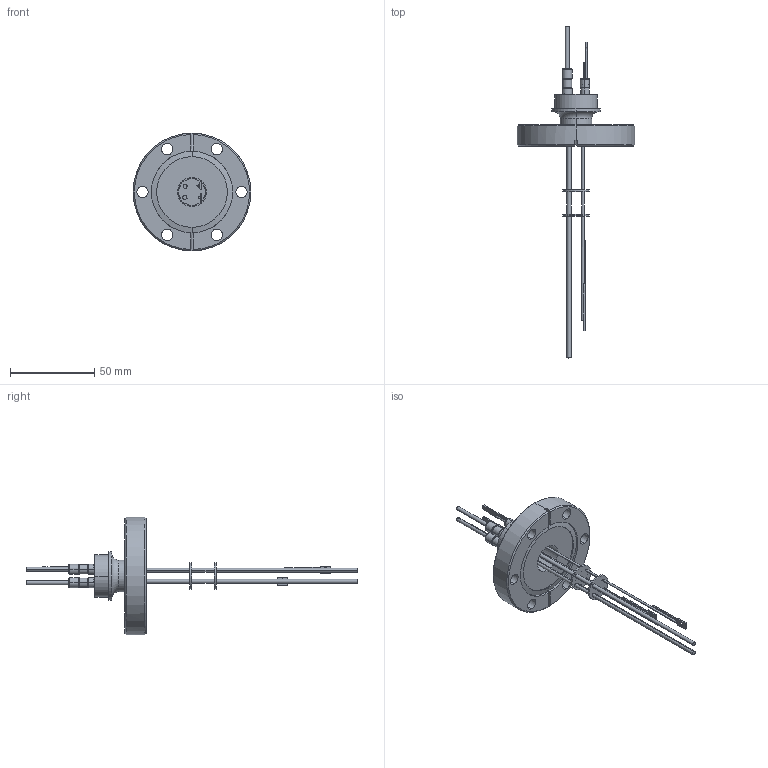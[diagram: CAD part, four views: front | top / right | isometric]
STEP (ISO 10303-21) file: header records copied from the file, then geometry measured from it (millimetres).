
FILE_DESCRIPTION (( 'STEP AP203' ), '1' );
FILE_NAME ('A2277-4-CF.STEP', '2013-04-09T16:51:56', ( '' ), ( '' ), 'SwSTEP 2.0', 'SolidWorks 2012', '' );
FILE_SCHEMA (( 'CONFIG_CONTROL_DESIGN' ));
Length unit declared in the file: inch
Products named in the file (1): A2277-4-CF
Bounding box: 69.85 x 196.97 x 69.85 mm (x, y, z)
Volume: 47074.8 mm3; surface area: 22445.3 mm2
Topology: 1 solids, 3 shells, 316 faces, 815 edges, 540 vertices
Faces by surface type: cylinder 168, plane 85, torus 32, cone 31
Entity records: 10721 total; most frequent: CARTESIAN_POINT 2433, DIRECTION 1881, ORIENTED_EDGE 1630, EDGE_CURVE 815, AXIS2_PLACEMENT_3D 787, VERTEX_POINT 540, CIRCLE 470, EDGE_LOOP 397
